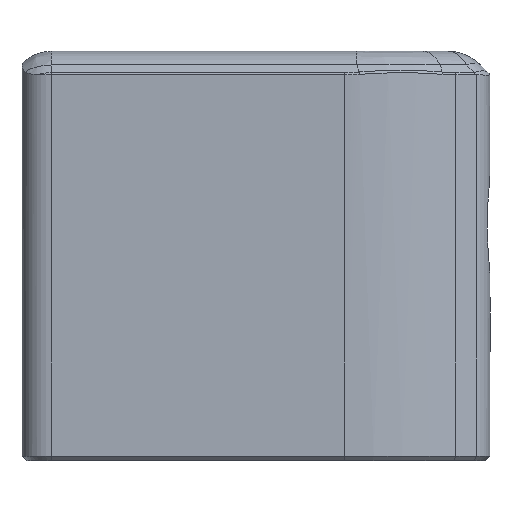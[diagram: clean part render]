
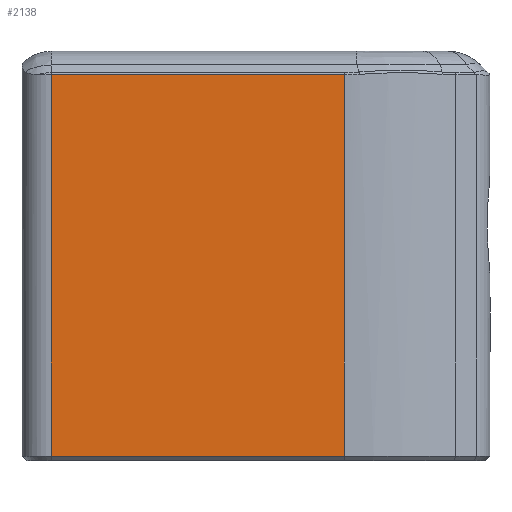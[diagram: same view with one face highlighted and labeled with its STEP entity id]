
A CAD part, left-side view. The second image highlights one B-rep face of the part: STEP entity #2138.
In plain terms, the highlighted planar face has unit normal (-1, 0, 0).
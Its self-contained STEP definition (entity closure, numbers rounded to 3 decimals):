
#133=PLANE('',#2385);
#297=FACE_OUTER_BOUND('',#445,.T.);
#445=EDGE_LOOP('',(#1892,#1893,#1894,#1895));
#563=LINE('',#3548,#725);
#607=LINE('',#4048,#769);
#608=LINE('',#4052,#770);
#609=LINE('',#4054,#771);
#725=VECTOR('',#2762,10.);
#769=VECTOR('',#2972,10.);
#770=VECTOR('',#2979,10.);
#771=VECTOR('',#2982,10.);
#1003=VERTEX_POINT('',#3538);
#1004=VERTEX_POINT('',#3547);
#1057=VERTEX_POINT('',#4042);
#1058=VERTEX_POINT('',#4046);
#1242=EDGE_CURVE('',#1003,#1004,#563,.T.);
#1344=EDGE_CURVE('',#1057,#1058,#607,.T.);
#1346=EDGE_CURVE('',#1058,#1003,#608,.T.);
#1347=EDGE_CURVE('',#1057,#1004,#609,.T.);
#1892=ORIENTED_EDGE('',*,*,#1346,.F.);
#1893=ORIENTED_EDGE('',*,*,#1344,.F.);
#1894=ORIENTED_EDGE('',*,*,#1347,.T.);
#1895=ORIENTED_EDGE('',*,*,#1242,.F.);
#2138=ADVANCED_FACE('',(#297),#133,.F.);
#2385=AXIS2_PLACEMENT_3D('',#4053,#2980,#2981);
#2762=DIRECTION('',(0.,-1.,0.));
#2972=DIRECTION('',(0.,1.,0.));
#2979=DIRECTION('',(0.,0.,1.));
#2980=DIRECTION('center_axis',(1.,0.,0.));
#2981=DIRECTION('ref_axis',(0.,1.,0.));
#2982=DIRECTION('',(0.,0.,1.));
#3538=CARTESIAN_POINT('',(-16.35,56.,17.223));
#3547=CARTESIAN_POINT('',(-16.35,30.95,17.223));
#3548=CARTESIAN_POINT('',(-16.35,34.75,17.223));
#4042=CARTESIAN_POINT('',(-16.35,30.95,-15.366));
#4046=CARTESIAN_POINT('',(-16.35,56.,-15.366));
#4048=CARTESIAN_POINT('',(-16.35,32.475,-15.366));
#4052=CARTESIAN_POINT('',(-16.35,56.,-16.432));
#4053=CARTESIAN_POINT('Origin',(-16.35,30.95,-15.766));
#4054=CARTESIAN_POINT('',(-16.35,30.95,-16.432));
